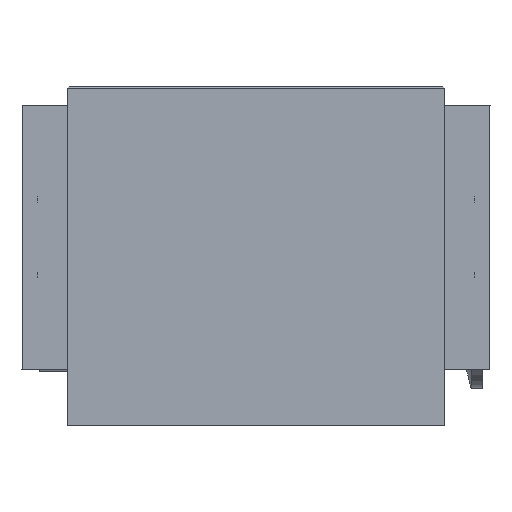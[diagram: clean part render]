
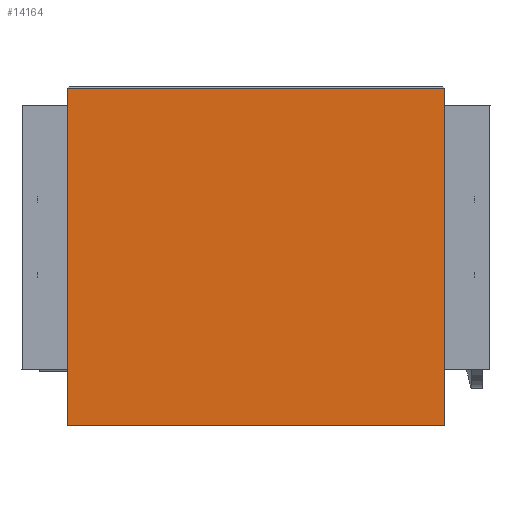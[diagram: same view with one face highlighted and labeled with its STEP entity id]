
A CAD part, left-side view. The second image highlights one B-rep face of the part: STEP entity #14164.
In plain terms, the highlighted planar face has unit normal (-1, 0, 0).
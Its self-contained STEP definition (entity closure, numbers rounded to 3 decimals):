
#1320=PLANE('',#15227);
#1659=LINE('',#21173,#2486);
#1661=LINE('',#21177,#2488);
#1662=LINE('',#21179,#2489);
#1663=LINE('',#21180,#2490);
#2486=VECTOR('',#17098,10.);
#2488=VECTOR('',#17102,10.);
#2489=VECTOR('',#17103,10.);
#2490=VECTOR('',#17104,10.);
#4160=FACE_OUTER_BOUND('',#4948,.T.);
#4948=EDGE_LOOP('',(#11076,#11077,#11078,#11079));
#7077=VERTEX_POINT('',#21159);
#7080=VERTEX_POINT('',#21169);
#7081=VERTEX_POINT('',#21176);
#7082=VERTEX_POINT('',#21178);
#8915=EDGE_CURVE('',#7077,#7080,#1659,.T.);
#8917=EDGE_CURVE('',#7081,#7077,#1661,.T.);
#8918=EDGE_CURVE('',#7081,#7082,#1662,.T.);
#8919=EDGE_CURVE('',#7082,#7080,#1663,.T.);
#11076=ORIENTED_EDGE('',*,*,#8915,.F.);
#11077=ORIENTED_EDGE('',*,*,#8917,.F.);
#11078=ORIENTED_EDGE('',*,*,#8918,.T.);
#11079=ORIENTED_EDGE('',*,*,#8919,.T.);
#14164=ADVANCED_FACE('',(#4160),#1320,.T.);
#15227=AXIS2_PLACEMENT_3D('',#21175,#17100,#17101);
#17098=DIRECTION('',(0.,-1.,0.));
#17100=DIRECTION('center_axis',(-1.,0.,0.));
#17101=DIRECTION('ref_axis',(0.,-1.,0.));
#17102=DIRECTION('',(0.,0.,1.));
#17103=DIRECTION('',(0.,-1.,0.));
#17104=DIRECTION('',(0.,0.,1.));
#21159=CARTESIAN_POINT('',(0.,100.,89.5));
#21169=CARTESIAN_POINT('',(0.,0.,89.5));
#21173=CARTESIAN_POINT('',(0.,75.,89.5));
#21175=CARTESIAN_POINT('Origin',(0.,100.,0.));
#21176=CARTESIAN_POINT('',(0.,100.,0.));
#21177=CARTESIAN_POINT('',(0.,100.,0.));
#21178=CARTESIAN_POINT('',(0.,0.,0.));
#21179=CARTESIAN_POINT('',(0.,100.,0.));
#21180=CARTESIAN_POINT('',(0.,0.,0.));
